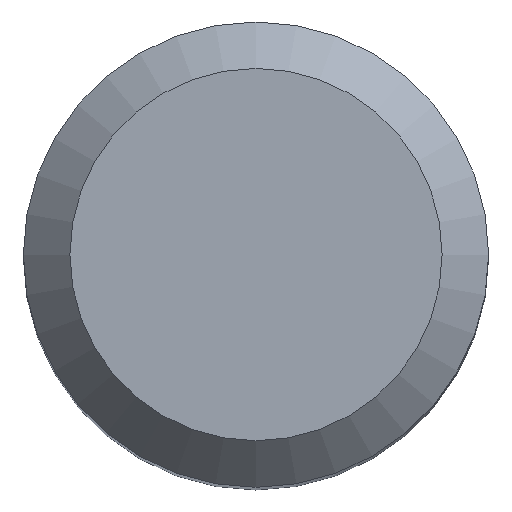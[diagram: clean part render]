
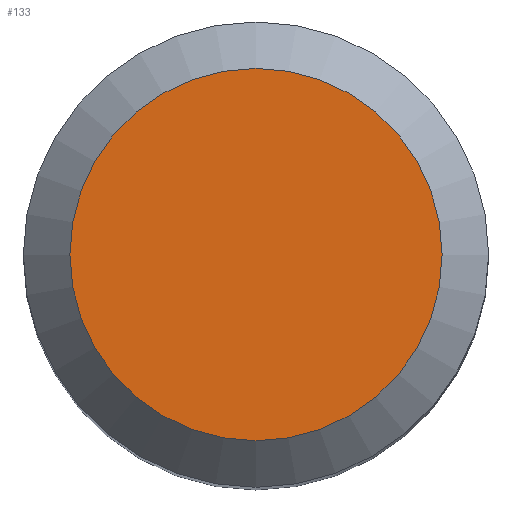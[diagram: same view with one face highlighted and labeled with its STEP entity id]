
A CAD part, top view. The second image highlights one B-rep face of the part: STEP entity #133.
In plain terms, the highlighted planar face has unit normal (0, 0, 1).
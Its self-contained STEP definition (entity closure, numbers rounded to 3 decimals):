
#14 = ORIENTED_EDGE ( 'NONE', *, *, #85, .F. ) ;
#37 = DIRECTION ( 'NONE',  ( 0., 0., -1. ) ) ;
#42 = DIRECTION ( 'NONE',  ( 0., 0., -1. ) ) ;
#85 = EDGE_CURVE ( 'NONE', #228, #228, #118, .T. ) ;
#100 = FACE_OUTER_BOUND ( 'NONE', #251, .T. ) ;
#117 = DIRECTION ( 'NONE',  ( 0., 1., 0. ) ) ;
#118 = CIRCLE ( 'NONE', #155, 4. ) ;
#133 = ADVANCED_FACE ( 'NONE', ( #100 ), #219, .F. ) ;
#155 = AXIS2_PLACEMENT_3D ( 'NONE', #194, #42, #117 ) ;
#162 = CARTESIAN_POINT ( 'NONE',  ( 0., 4., 89. ) ) ;
#170 = DIRECTION ( 'NONE',  ( 0., 1., 0. ) ) ;
#172 = CARTESIAN_POINT ( 'NONE',  ( 0., 0., 89. ) ) ;
#194 = CARTESIAN_POINT ( 'NONE',  ( 0., 0., 89. ) ) ;
#219 = PLANE ( 'NONE',  #247 ) ;
#228 = VERTEX_POINT ( 'NONE', #162 ) ;
#247 = AXIS2_PLACEMENT_3D ( 'NONE', #172, #37, #170 ) ;
#251 = EDGE_LOOP ( 'NONE', ( #14 ) ) ;
